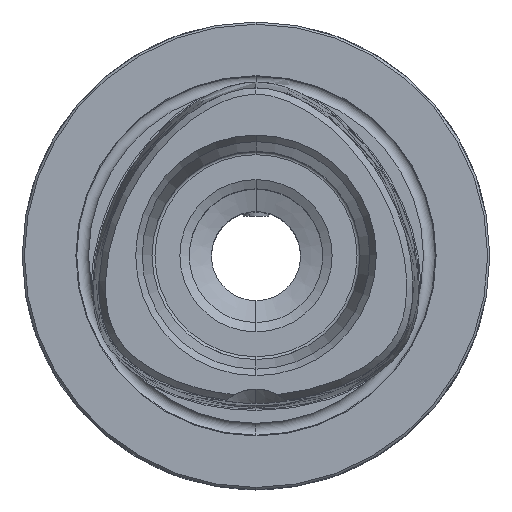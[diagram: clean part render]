
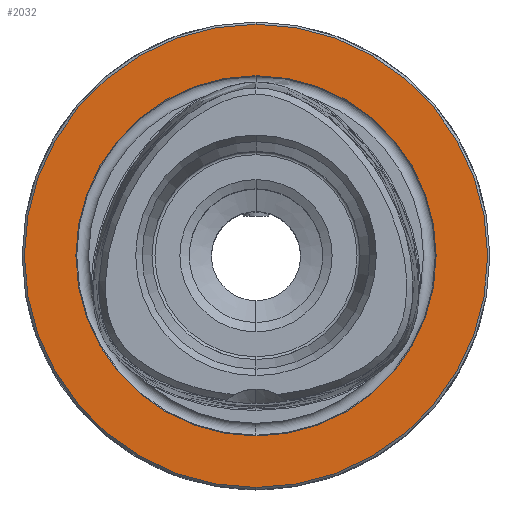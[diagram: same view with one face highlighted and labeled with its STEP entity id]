
A CAD part, top view. The second image highlights one B-rep face of the part: STEP entity #2032.
In plain terms, the highlighted planar face has unit normal (0, 0, 1).
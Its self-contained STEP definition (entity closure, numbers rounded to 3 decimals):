
#872=EDGE_CURVE('NONE',#2298,#1058,#2539,.T.);
#1058=VERTEX_POINT('NONE',#2751);
#1328=VERTEX_POINT('NONE',#3053);
#1400=EDGE_CURVE('NONE',#1058,#2298,#3133,.F.);
#2032=ADVANCED_FACE('NONE',(#3830,#3831),#3832,.T.);
#2226=EDGE_CURVE('NONE',#2322,#1328,#4048,.T.);
#2298=VERTEX_POINT('NONE',#4127);
#2322=VERTEX_POINT('NONE',#4154);
#2330=EDGE_CURVE('NONE',#1328,#2322,#4164,.T.);
#2539=CIRCLE('',#5703,24.264);
#2751=CARTESIAN_POINT('',(0.,-24.264,0.));
#3053=CARTESIAN_POINT('',(0.,-31.2,0.));
#3133=CIRCLE('',#8653,24.264);
#3830=FACE_OUTER_BOUND('',#11629,.T.);
#3831=FACE_BOUND('',#11630,.T.);
#3832=PLANE('',#11631);
#4048=CIRCLE('',#12119,31.2);
#4127=CARTESIAN_POINT('',(0.,24.264,0.));
#4154=CARTESIAN_POINT('',(0.,31.2,0.));
#4164=CIRCLE('',#12609,31.2);
#5703=AXIS2_PLACEMENT_3D('',#13103,#13104,#13105);
#8653=AXIS2_PLACEMENT_3D('',#13848,#13849,#13850);
#11629=EDGE_LOOP('',(#14636,#14637));
#11630=EDGE_LOOP('',(#14638,#14639));
#11631=AXIS2_PLACEMENT_3D('',#14640,#14641,#14642);
#12119=AXIS2_PLACEMENT_3D('',#14887,#14888,#14889);
#12609=AXIS2_PLACEMENT_3D('',#15022,#15023,#15024);
#13103=CARTESIAN_POINT('',(0.0,0.0,0.));
#13104=DIRECTION('',(-0.0,0.0,1.0));
#13105=DIRECTION('',(0.,1.0,0.0));
#13848=CARTESIAN_POINT('',(0.0,0.0,0.));
#13849=DIRECTION('',(0.0,0.0,-1.0));
#13850=DIRECTION('',(0.,1.0,0.0));
#14636=ORIENTED_EDGE('',*,*,#2330,.F.);
#14637=ORIENTED_EDGE('',*,*,#2226,.F.);
#14638=ORIENTED_EDGE('',*,*,#872,.F.);
#14639=ORIENTED_EDGE('',*,*,#1400,.F.);
#14640=CARTESIAN_POINT('',(-33.0,0.,0.));
#14641=DIRECTION('',(0.0,0.0,1.0));
#14642=DIRECTION('',(-1.0,0.0,0.0));
#14887=CARTESIAN_POINT('',(0.0,0.0,0.));
#14888=DIRECTION('',(-0.0,0.0,-1.0));
#14889=DIRECTION('',(0.,-1.0,0.0));
#15022=CARTESIAN_POINT('',(0.0,0.0,0.));
#15023=DIRECTION('',(-0.0,0.0,-1.0));
#15024=DIRECTION('',(0.,-1.0,0.0));
